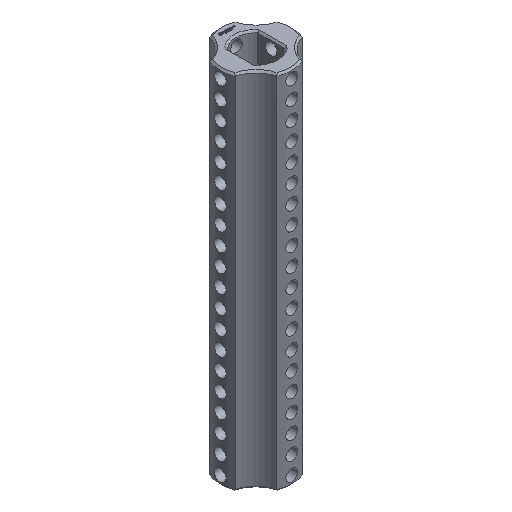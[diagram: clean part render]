
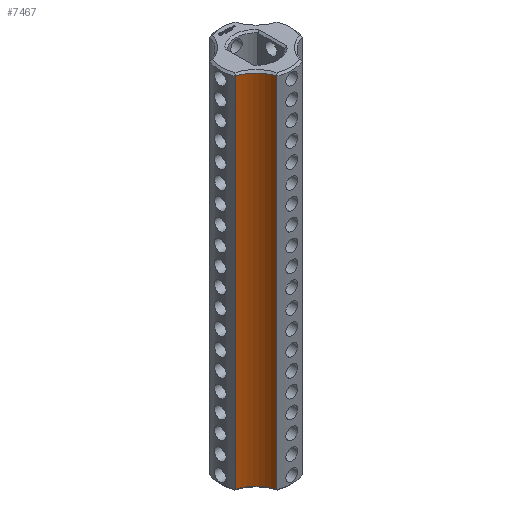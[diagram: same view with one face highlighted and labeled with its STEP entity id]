
A CAD part, isometric view. The second image highlights one B-rep face of the part: STEP entity #7467.
In plain terms, the highlighted cylindrical face has radius 5 mm (diameter 10 mm), a partial arc.
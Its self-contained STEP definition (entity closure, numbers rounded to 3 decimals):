
#2209 = EDGE_CURVE('',#2210,#2212,#2214,.T.);
#2210 = VERTEX_POINT('',#2211);
#2211 = CARTESIAN_POINT('',(-2.225,-5.841,0.3));
#2212 = VERTEX_POINT('',#2213);
#2213 = CARTESIAN_POINT('',(-2.225,-5.841,62.2));
#2214 = LINE('',#2215,#2216);
#2215 = CARTESIAN_POINT('',(-2.225,-5.841,0.));
#2216 = VECTOR('',#2217,1.);
#2217 = DIRECTION('',(0.,0.,1.));
#7467 = ADVANCED_FACE('',(#7468),#7495,.F.);
#7468 = FACE_BOUND('',#7469,.T.);
#7469 = EDGE_LOOP('',(#7470,#7471,#7480,#7488));
#7470 = ORIENTED_EDGE('',*,*,#2209,.T.);
#7471 = ORIENTED_EDGE('',*,*,#7472,.T.);
#7472 = EDGE_CURVE('',#2212,#7473,#7475,.T.);
#7473 = VERTEX_POINT('',#7474);
#7474 = CARTESIAN_POINT('',(-5.841,-2.225,62.2));
#7475 = CIRCLE('',#7476,5.);
#7476 = AXIS2_PLACEMENT_3D('',#7477,#7478,#7479);
#7477 = CARTESIAN_POINT('',(-7.071,-7.071,62.2));
#7478 = DIRECTION('',(0.,-0.,1.));
#7479 = DIRECTION('',(0.969,0.246,0.));
#7480 = ORIENTED_EDGE('',*,*,#7481,.F.);
#7481 = EDGE_CURVE('',#7482,#7473,#7484,.T.);
#7482 = VERTEX_POINT('',#7483);
#7483 = CARTESIAN_POINT('',(-5.841,-2.225,0.3));
#7484 = LINE('',#7485,#7486);
#7485 = CARTESIAN_POINT('',(-5.841,-2.225,0.));
#7486 = VECTOR('',#7487,1.);
#7487 = DIRECTION('',(0.,0.,1.));
#7488 = ORIENTED_EDGE('',*,*,#7489,.F.);
#7489 = EDGE_CURVE('',#2210,#7482,#7490,.T.);
#7490 = CIRCLE('',#7491,5.);
#7491 = AXIS2_PLACEMENT_3D('',#7492,#7493,#7494);
#7492 = CARTESIAN_POINT('',(-7.071,-7.071,0.3));
#7493 = DIRECTION('',(0.,-0.,1.));
#7494 = DIRECTION('',(0.969,0.246,0.));
#7495 = CYLINDRICAL_SURFACE('',#7496,5.);
#7496 = AXIS2_PLACEMENT_3D('',#7497,#7498,#7499);
#7497 = CARTESIAN_POINT('',(-7.071,-7.071,0.));
#7498 = DIRECTION('',(-0.,-0.,-1.));
#7499 = DIRECTION('',(1.,0.,0.));
